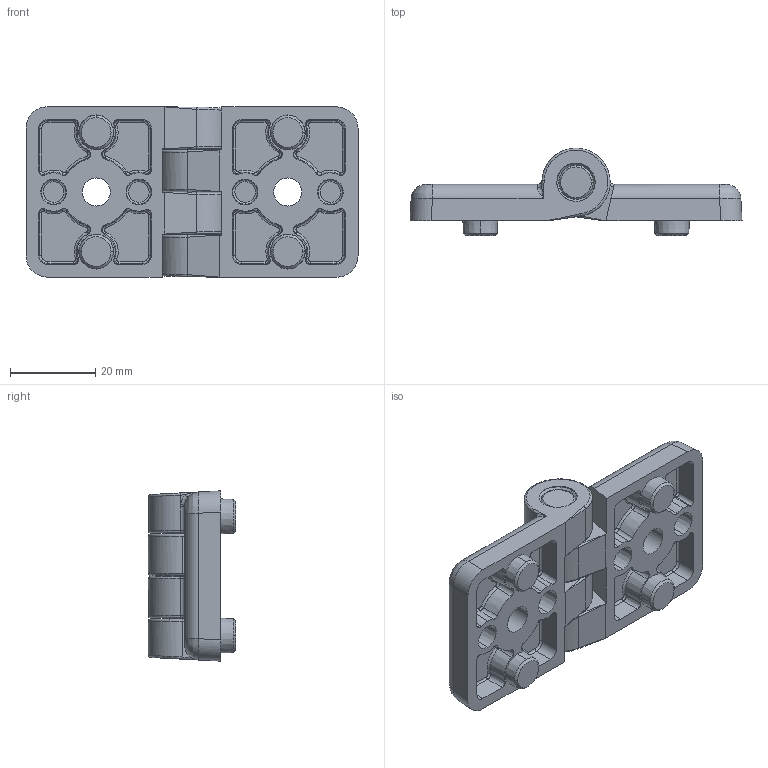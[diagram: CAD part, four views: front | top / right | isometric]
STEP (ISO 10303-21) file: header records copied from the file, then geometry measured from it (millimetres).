
FILE_DESCRIPTION (( 'STEP AP214' ), '1' );
FILE_NAME ('095ks4040f08.STEP', '2014-09-01T06:40:58', ( '' ), ( '' ), 'SwSTEP 2.0', 'SolidWorks 2014', '' );
FILE_SCHEMA (( 'AUTOMOTIVE_DESIGN' ));
Length unit declared in the file: millimetre
Products named in the file (1): 095ks4040f08
Bounding box: 78 x 20.5 x 40.01 mm (x, y, z)
Volume: 23044.2 mm3; surface area: 15212.6 mm2
Topology: 7 solids, 7 shells, 517 faces, 1265 edges, 781 vertices
Faces by surface type: bspline 170, cylinder 161, cone 113, plane 73
Entity records: 26831 total; most frequent: CARTESIAN_POINT 9927, ORIENTED_EDGE 2526, DIRECTION 2108, EDGE_CURVE 1263, AXIS2_PLACEMENT_3D 878, VERTEX_POINT 781, EDGE_LOOP 550, CIRCLE 530
